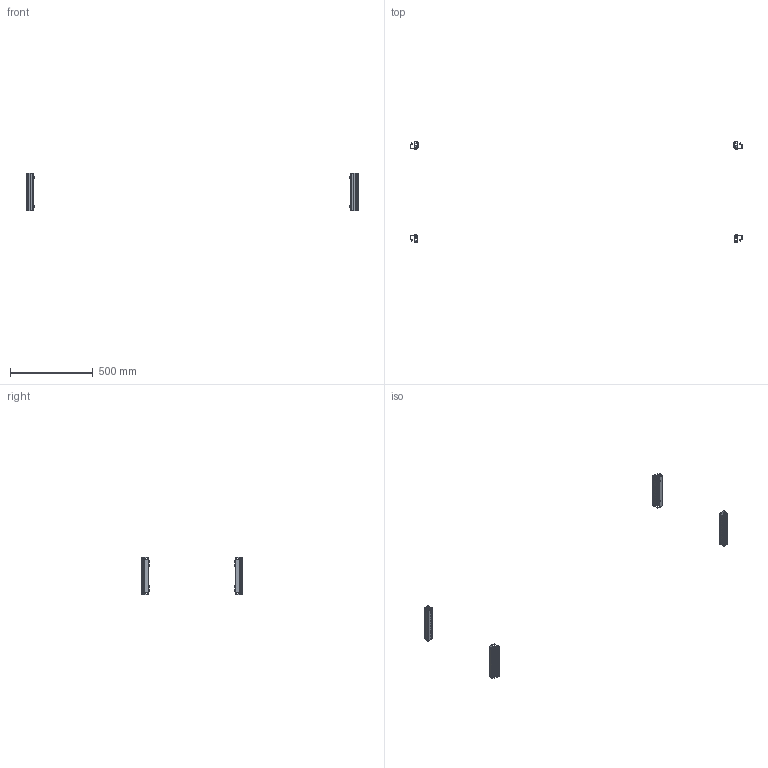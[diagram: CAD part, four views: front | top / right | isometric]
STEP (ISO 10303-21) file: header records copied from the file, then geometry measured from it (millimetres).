
FILE_DESCRIPTION (( 'STEP AP214' ), '1' );
FILE_NAME ('FCM300 Ïðîôèëè ïîïåðå÷íûå.step', '2020-11-05T18:00:26', ( '' ), ( '' ), 'SwSTEP 2.0', 'SolidWorks 2019', '' );
FILE_SCHEMA (( 'AUTOMOTIVE_DESIGN' ));
Length unit declared in the file: millimetre
Products named in the file (31): AVT001.00.00.01 Ïðîôèëü ïîïåðå÷íûé_èçâ0024_01.19; Âèíò ñàìîíàðåçàþùèé Ì6 DIN 7516À; FCM300 Ïðîôèëè ïîïåðå÷íûå; AVT001.00.00.01 Ïðîôèëü ïîïåðå÷íûé_èçâ0024_01.19_03; Âèíò ñàìîíàðåçàþùèé Ì6 DIN 7516À_6å16
Assembly tree (28 placements, depth 2):
  AVT001.00.00.01 Ïðîôèëü ïîïåðå÷íûé_èçâ0024_01.19
  Âèíò ñàìîíàðåçàþùèé Ì6 DIN 7516À
  Âèíò ñàìîíàðåçàþùèé Ì6 DIN 7516À
  Âèíò ñàìîíàðåçàþùèé Ì6 DIN 7516À
  Âèíò ñàìîíàðåçàþùèé Ì6 DIN 7516À
Bounding box: 2010 x 610 x 225 mm (x, y, z)
Volume: 255960.6 mm3; surface area: 322327.8 mm2
Topology: 28 solids, 28 shells, 1372 faces, 3900 edges, 2600 vertices
Faces by surface type: plane 904, cylinder 420, sphere 48
Entity records: 8827 total; most frequent: CARTESIAN_POINT 1445, DIRECTION 1433, ORIENTED_EDGE 1410, EDGE_CURVE 705, LINE 517, VECTOR 517, VERTEX_POINT 470, AXIS2_PLACEMENT_3D 458
